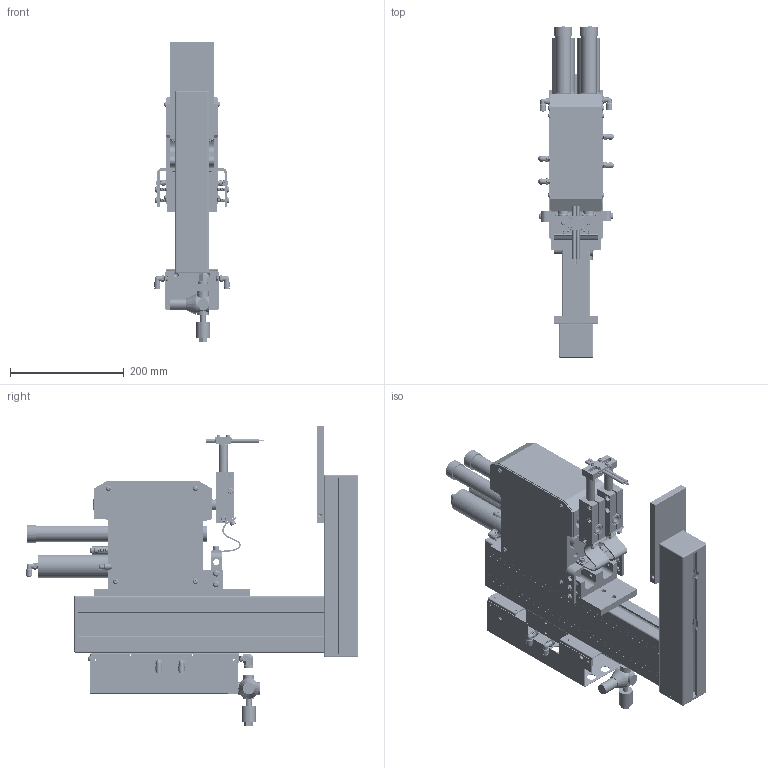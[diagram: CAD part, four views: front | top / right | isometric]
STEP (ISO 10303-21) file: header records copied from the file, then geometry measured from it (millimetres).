
FILE_DESCRIPTION (( 'STEP AP214' ), '1' );
FILE_NAME ('188A EZ Assembly.STEP', '2015-08-06T16:33:39', ( 'user' ), ( '' ), 'SwSTEP 2.0', 'SolidWorks 2012', '' );
FILE_SCHEMA (( 'AUTOMOTIVE_DESIGN' ));
Length unit declared in the file: inch
Products named in the file (13): 188A Electrode Table; 188A Weld Flexture; 4-30774-01Electrode Eccentric Tip; 4-35473-01 Dual EZ Air; 188A Adapter; 188A Holder Electrode; 4-32169-02 Holder Electrode; 4-32169-01 Holder Electrode; 188A Body; 4-32316-01 Plate Mounting; 4-39250-01 Stand Vertical; 4-39249-01 Stand Horizontal; 188A EZ Assembly
Assembly tree (16 placements, depth 2):
  188A EZ Assembly
    4-39249-01 Stand Horizontal
    4-39250-01 Stand Vertical
    4-32316-01 Plate Mounting
    188A Body
    4-32169-01 Holder Electrode
    4-32169-02 Holder Electrode
    188A Holder Electrode  x2
    188A Adapter  x2
    4-35473-01 Dual EZ Air
    4-30774-01Electrode Eccentric Tip  x2
    188A Weld Flexture  x2
    188A Electrode Table
Bounding box: 132.74 x 582.42 x 527.27 mm (x, y, z)
Volume: 5135843.9 mm3; surface area: 1951498.1 mm2
Topology: 104 solids, 111 shells, 3614 faces, 8810 edges, 5613 vertices
Faces by surface type: plane 1590, cylinder 975, cone 630, bspline 336, torus 42, sphere 41
Full cylindrical faces by diameter (mm): 2.362 x2, 2.845 x4, 3.048 x4, 3.175 x2, 3.581 x6, 4.039 x16, 4.216 x16, 4.394 x10, 4.826 x2, 5.08 x16, 5.105 x26, 5.156 x8, 5.563 x4, 6.223 x2, 6.35 x9, 6.528 x2, 6.756 x16, 6.807 x4, 6.858 x6, 6.945 x8, 7.036 x1, 7.112 x16, 7.137 x8, 7.62 x2, 7.874 x1, 7.952 x8, 8 x2, 8.204 x3, 8.355 x8, 8.382 x2
Entity records: 243609 total; most frequent: CARTESIAN_POINT 131793, DIRECTION 13697, ORIENTED_EDGE 13667, EDGE_CURVE 6843, AXIS2_PLACEMENT_3D 5270, VERTEX_POINT 4677, EDGE_LOOP 4351, FACE_OUTER_BOUND 3609
